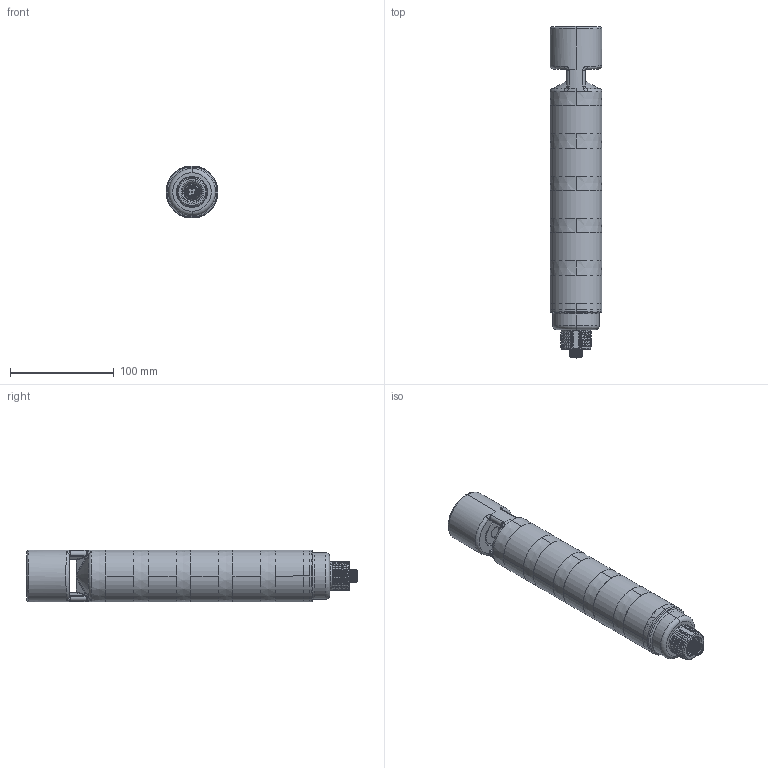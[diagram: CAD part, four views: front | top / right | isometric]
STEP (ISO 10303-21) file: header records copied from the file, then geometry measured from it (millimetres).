
FILE_DESCRIPTION((''),'2;1');
FILE_NAME('175256_SM01_ASM','2022-06-13T12:30:53',('PDMAdmin'),('BANNER ENGINEERING'),'CREO PARAMETRIC BY PTC INC, 2019292','CREO PARAMETRIC BY PTC INC, 2019292','');
FILE_SCHEMA(('CONFIG_CONTROL_DESIGN'));
Products named in the file (3): 175256_EP01; 41089_NO_ORING; 175256_SM01_ASM
Assembly tree (2 placements, depth 2):
  175256_SM01_ASM
    175256_EP01
    41089_NO_ORING
Bounding box: 50 x 319.32 x 50 mm (x, y, z)
Volume: 517461.3 mm3; surface area: 69372 mm2
Topology: 2 solids, 3 shells, 573 faces, 1422 edges, 891 vertices
Faces by surface type: cylinder 199, bspline 180, plane 115, cone 41, torus 36, sphere 2
Entity records: 37988 total; most frequent: CARTESIAN_POINT 25562, ORIENTED_EDGE 2840, DIRECTION 2176, EDGE_CURVE 1420, VERTEX_POINT 891, AXIS2_PLACEMENT_3D 867, EDGE_LOOP 615, FACE_OUTER_BOUND 573
